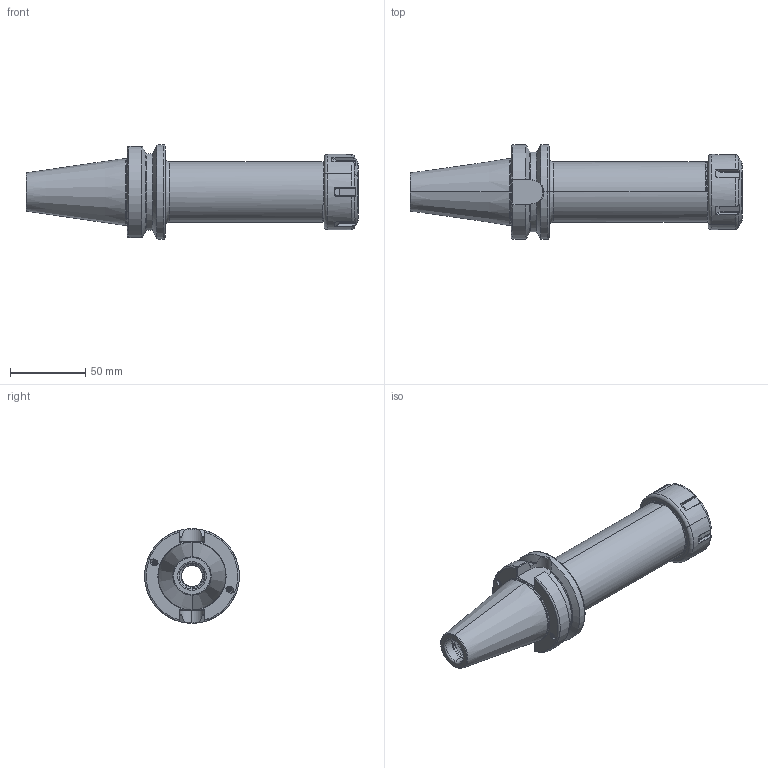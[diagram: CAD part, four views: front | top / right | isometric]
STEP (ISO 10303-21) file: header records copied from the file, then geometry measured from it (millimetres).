
FILE_DESCRIPTION (( 'STEP AP203' ), '1' );
FILE_NAME ('406.02.20.2.STEP', '2016-11-25T11:03:25', ( '' ), ( '' ), 'SwSTEP 2.0', 'SolidWorks 2012', '' );
FILE_SCHEMA (( 'CONFIG_CONTROL_DESIGN' ));
Length unit declared in the file: millimetre
Products named in the file (3): 406.02.20.2; 2-01.100.0320230C7_ER32螺帽(六溝)
Assembly tree (2 placements, depth 2):
  406.02.20.2
    406.02.20.2
    2-01.100.0320230C7_ER32螺帽(六溝)
Bounding box: 220.68 x 63 x 63 mm (x, y, z)
Volume: 250140.6 mm3; surface area: 57356.5 mm2
Topology: 2 solids, 2 shells, 414 faces, 1053 edges, 644 vertices
Faces by surface type: cylinder 173, bspline 82, plane 76, torus 55, cone 28
Entity records: 28676 total; most frequent: CARTESIAN_POINT 19938, ORIENTED_EDGE 2098, DIRECTION 1359, EDGE_CURVE 1049, VERTEX_POINT 644, AXIS2_PLACEMENT_3D 528, EDGE_LOOP 423, FACE_OUTER_BOUND 414
